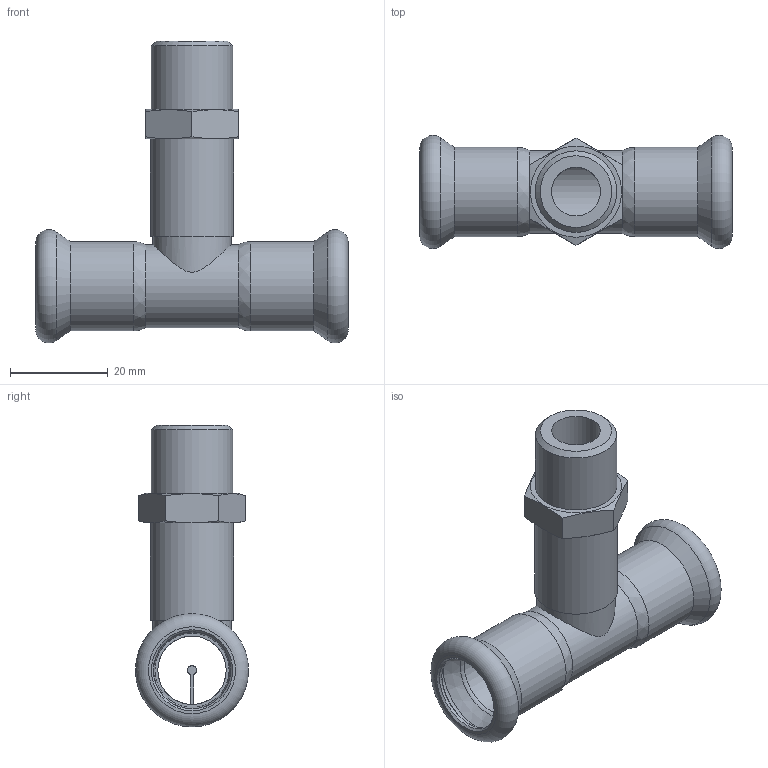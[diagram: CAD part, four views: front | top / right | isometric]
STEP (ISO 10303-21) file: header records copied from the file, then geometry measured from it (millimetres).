
FILE_DESCRIPTION(/* description */ (''),/* implementation_level */ '2;1');
FILE_NAME(/* name */ '31401.stp',/* time_stamp */ '2014-04-01T20:14:09+02:00',/* author */ ('bruh'),/* organization */ (''),/* preprocessor_version */ 'ST-DEVELOPER v15.2',/* originating_system */ 'Autodesk Inventor 2014',/* authorisation */ '');
FILE_SCHEMA (('AUTOMOTIVE_DESIGN { 1 0 10303 214 3 1 1 }'));
Length unit declared in the file: millimetre
Products named in the file (4): 401390; 900055; 100345; 31401
Bounding box: 64 x 23.19 x 61.8 mm (x, y, z)
Volume: 11998.7 mm3; surface area: 12358.6 mm2
Topology: 4 solids, 4 shells, 70 faces, 145 edges, 90 vertices
Faces by surface type: plane 27, cylinder 18, cone 17, torus 6, bspline 2
Full cylindrical faces by diameter (mm): 10 x1, 13 x1, 14 x4, 15.2 x2, 15.8 x2, 16 x1, 16.662 x1, 17 x2, 18.3 x2
Entity records: 1390 total; most frequent: CARTESIAN_POINT 359, DIRECTION 214, ORIENTED_EDGE 156, AXIS2_PLACEMENT_3D 100, EDGE_LOOP 85, EDGE_CURVE 78, VERTEX_POINT 61, ADVANCED_FACE 50
